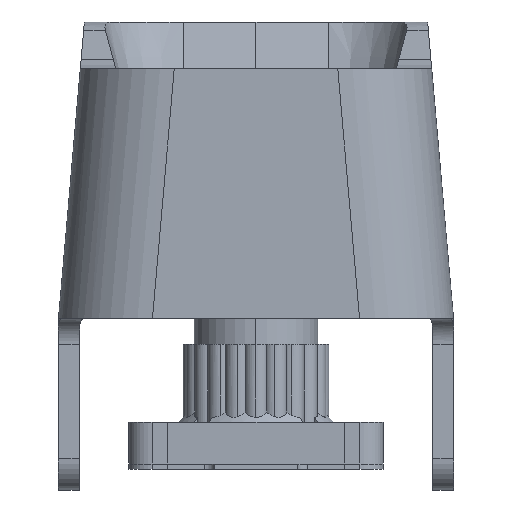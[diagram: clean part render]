
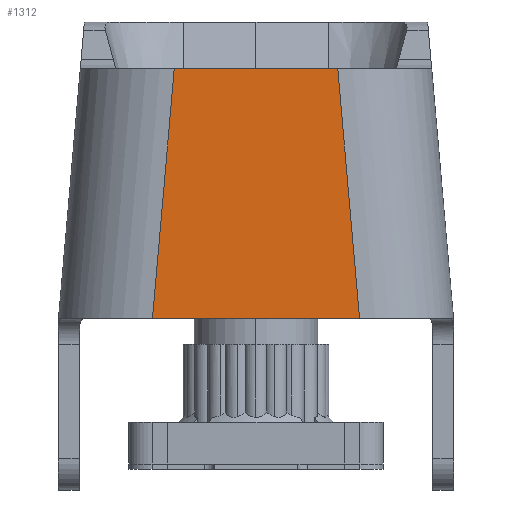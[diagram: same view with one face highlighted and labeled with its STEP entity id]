
A CAD part, front view. The second image highlights one B-rep face of the part: STEP entity #1312.
In plain terms, the highlighted face is planar.
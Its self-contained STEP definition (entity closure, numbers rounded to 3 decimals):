
#206 = VERTEX_POINT ( 'NONE', #8389 ) ;
#254 = DIRECTION ( 'NONE',  ( -1., 0., 0. ) ) ;
#341 = VECTOR ( 'NONE', #6853, 1000. ) ;
#457 = CARTESIAN_POINT ( 'NONE',  ( -7.86, 35.5, -37. ) ) ;
#582 = DIRECTION ( 'NONE',  ( -0.087, -0.996, 0. ) ) ;
#725 = PLANE ( 'NONE',  #7130 ) ;
#1196 = LINE ( 'NONE', #11390, #7994 ) ;
#1312 = ADVANCED_FACE ( 'NONE', ( #7042 ), #725, .T. ) ;
#1781 = VERTEX_POINT ( 'NONE', #9278 ) ;
#2033 = EDGE_CURVE ( 'NONE', #3538, #1781, #1196, .T. ) ;
#2339 = DIRECTION ( 'NONE',  ( 1., 0., 0. ) ) ;
#2517 = LINE ( 'NONE', #457, #4668 ) ;
#2861 = ORIENTED_EDGE ( 'NONE', *, *, #5054, .F. ) ;
#3151 = CARTESIAN_POINT ( 'NONE',  ( 7.86, 35.5, -37. ) ) ;
#3369 = ORIENTED_EDGE ( 'NONE', *, *, #2033, .T. ) ;
#3538 = VERTEX_POINT ( 'NONE', #3684 ) ;
#3684 = CARTESIAN_POINT ( 'NONE',  ( 9.96, 11.5, -37. ) ) ;
#4668 = VECTOR ( 'NONE', #582, 1000. ) ;
#5054 = EDGE_CURVE ( 'NONE', #7029, #1781, #2517, .T. ) ;
#5609 = ORIENTED_EDGE ( 'NONE', *, *, #5709, .T. ) ;
#5709 = EDGE_CURVE ( 'NONE', #7029, #206, #9062, .T. ) ;
#6311 = DIRECTION ( 'NONE',  ( 0., 0., -1. ) ) ;
#6321 = ORIENTED_EDGE ( 'NONE', *, *, #11534, .T. ) ;
#6762 = EDGE_LOOP ( 'NONE', ( #2861, #5609, #6321, #3369 ) ) ;
#6853 = DIRECTION ( 'NONE',  ( 0.087, -0.996, 0. ) ) ;
#7029 = VERTEX_POINT ( 'NONE', #8019 ) ;
#7042 = FACE_OUTER_BOUND ( 'NONE', #6762, .T. ) ;
#7064 = CARTESIAN_POINT ( 'NONE',  ( -7.86, 35.5, -37. ) ) ;
#7130 = AXIS2_PLACEMENT_3D ( 'NONE', #8983, #6311, #7961 ) ;
#7961 = DIRECTION ( 'NONE',  ( 0., -1., 0. ) ) ;
#7994 = VECTOR ( 'NONE', #254, 1000. ) ;
#8019 = CARTESIAN_POINT ( 'NONE',  ( -7.86, 35.5, -37. ) ) ;
#8389 = CARTESIAN_POINT ( 'NONE',  ( 7.86, 35.5, -37. ) ) ;
#8785 = VECTOR ( 'NONE', #2339, 1000. ) ;
#8983 = CARTESIAN_POINT ( 'NONE',  ( 20., 0., -37. ) ) ;
#9062 = LINE ( 'NONE', #7064, #8785 ) ;
#9278 = CARTESIAN_POINT ( 'NONE',  ( -9.96, 11.5, -37. ) ) ;
#9664 = LINE ( 'NONE', #3151, #341 ) ;
#11390 = CARTESIAN_POINT ( 'NONE',  ( 9.96, 11.5, -37. ) ) ;
#11534 = EDGE_CURVE ( 'NONE', #206, #3538, #9664, .T. ) ;
